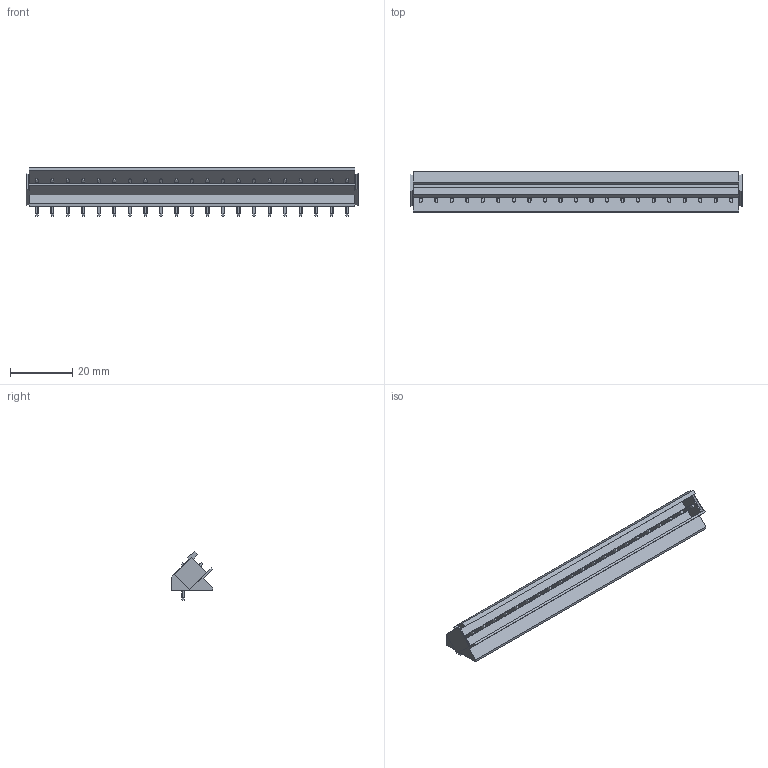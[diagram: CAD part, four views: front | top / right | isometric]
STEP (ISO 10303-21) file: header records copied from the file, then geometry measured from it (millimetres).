
FILE_DESCRIPTION(('CATIA V5 STEP Exchange','CAx-IF Rec.Pracs.--- Model Styling and Organization---1.2---2011-12-15'),'2;1');
FILE_NAME ('D1453886_0_1630670000_1630670000.stp','2018-10-12T09:59:34+00:00',('none'),('Weidmueller'),'CATIA Version 5-6 Release 2014','CATIA V5 STEP AP214','none');
FILE_SCHEMA(('AUTOMOTIVE_DESIGN { 1 0 10303 214 1 1 1 1 }'));
Length unit declared in the file: millimetre
Products named in the file (1): 1630670000
Bounding box: 107 x 13.3 x 15.63 mm (x, y, z)
Volume: 6365.3 mm3; surface area: 8543.8 mm2
Topology: 22 solids, 22 shells, 840 faces, 2216 edges, 1420 vertices
Faces by surface type: plane 502, cylinder 338
Entity records: 30195 total; most frequent: CARTESIAN_POINT 11580, ORIENTED_EDGE 4432, DIRECTION 2814, EDGE_CURVE 2216, VECTOR 1540, LINE 1540, VERTEX_POINT 1420, EDGE_LOOP 882
